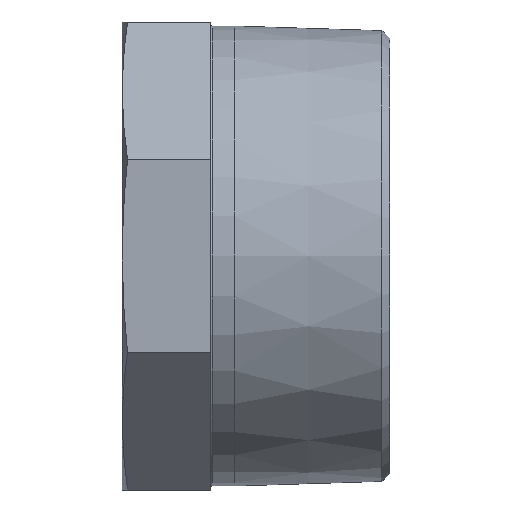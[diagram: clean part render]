
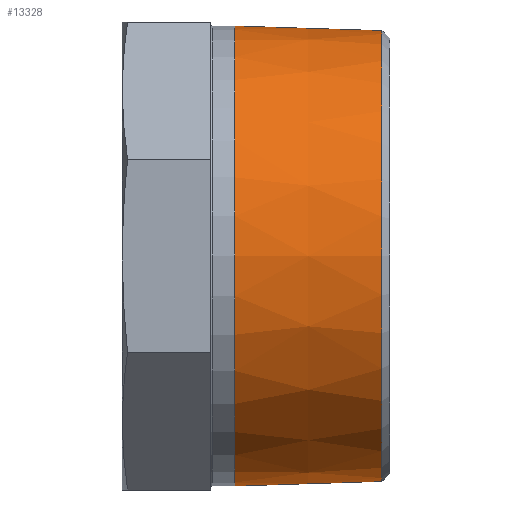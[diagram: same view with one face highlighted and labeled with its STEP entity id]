
A CAD part, front view. The second image highlights one B-rep face of the part: STEP entity #13328.
In plain terms, the highlighted conical face has half-angle 1.79 degrees and reference radius 43.942 mm.
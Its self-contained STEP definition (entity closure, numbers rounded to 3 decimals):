
#334 = EDGE_CURVE ( 'NONE', #5611, #5611, #3152, .T. ) ;
#904 = DIRECTION ( 'NONE',  ( 0., 0., 1. ) ) ;
#3152 = CIRCLE ( 'NONE', #7680, 43.346 ) ;
#3362 = CARTESIAN_POINT ( 'NONE',  ( 49.973, 0., 0. ) ) ;
#4414 = DIRECTION ( 'NONE',  ( -1., 0., 0. ) ) ;
#4915 = EDGE_LOOP ( 'NONE', ( #8481 ) ) ;
#5611 = VERTEX_POINT ( 'NONE', #7036 ) ;
#6269 = DIRECTION ( 'NONE',  ( -1., 0., 0. ) ) ;
#6704 = ORIENTED_EDGE ( 'NONE', *, *, #334, .T. ) ;
#7036 = CARTESIAN_POINT ( 'NONE',  ( 49.973, 0., -43.346 ) ) ;
#7680 = AXIS2_PLACEMENT_3D ( 'NONE', #3362, #4414, #12842 ) ;
#8245 = AXIS2_PLACEMENT_3D ( 'NONE', #13491, #9510, #16228 ) ;
#8481 = ORIENTED_EDGE ( 'NONE', *, *, #11669, .F. ) ;
#9510 = DIRECTION ( 'NONE',  ( -1., 0., 0. ) ) ;
#9712 = CARTESIAN_POINT ( 'NONE',  ( 21.7, 0., 44.229 ) ) ;
#9967 = AXIS2_PLACEMENT_3D ( 'NONE', #10451, #6269, #904 ) ;
#10451 = CARTESIAN_POINT ( 'NONE',  ( 30.9, 0., 0. ) ) ;
#11669 = EDGE_CURVE ( 'NONE', #16517, #16517, #14465, .T. ) ;
#12842 = DIRECTION ( 'NONE',  ( 0., 0., -1. ) ) ;
#13030 = FACE_BOUND ( 'NONE', #17058, .T. ) ;
#13328 = ADVANCED_FACE ( 'NONE', ( #13030, #14357 ), #13357, .T. ) ;
#13357 = CONICAL_SURFACE ( 'NONE', #9967, 43.942, 0.031 ) ;
#13491 = CARTESIAN_POINT ( 'NONE',  ( 21.7, 0., 0. ) ) ;
#14357 = FACE_OUTER_BOUND ( 'NONE', #4915, .T. ) ;
#14465 = CIRCLE ( 'NONE', #8245, 44.229 ) ;
#16228 = DIRECTION ( 'NONE',  ( 0., 0., 1. ) ) ;
#16517 = VERTEX_POINT ( 'NONE', #9712 ) ;
#17058 = EDGE_LOOP ( 'NONE', ( #6704 ) ) ;
